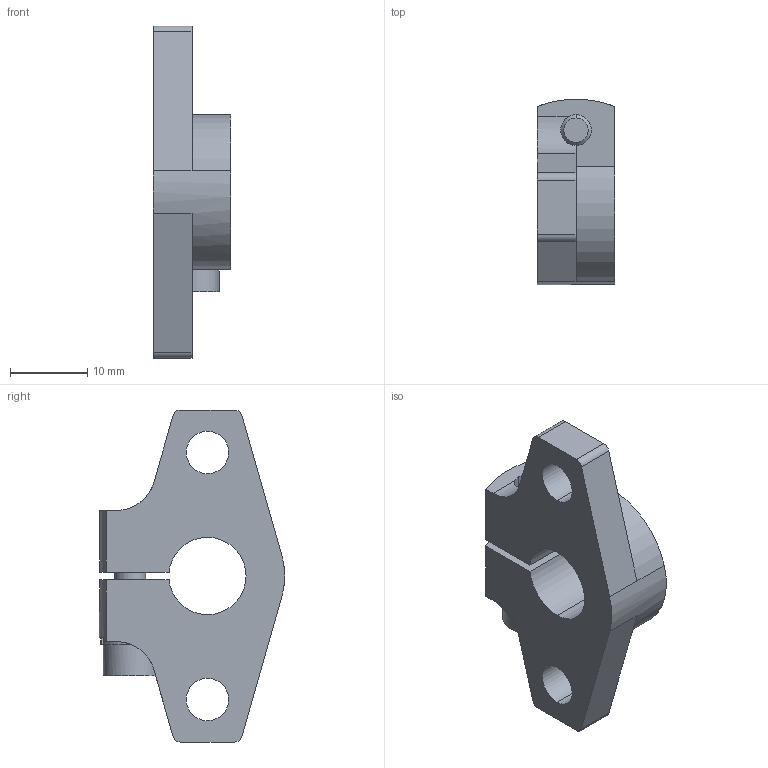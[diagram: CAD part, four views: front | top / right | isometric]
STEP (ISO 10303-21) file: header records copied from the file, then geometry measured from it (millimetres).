
FILE_DESCRIPTION( ( '' ), '1' );
FILE_NAME( '64640510.stp', '2021-11-30T08:18:37', ( '' ), ( '' ), ' ', ' ', ' ' );
FILE_SCHEMA( ( 'CONFIG_CONTROL_DESIGN' ) );
Length unit declared in the file: millimetre
Products named in the file (2): 1; 2
Bounding box: 10 x 24 x 43 mm (x, y, z)
Volume: 4543.5 mm3; surface area: 3314.3 mm2
Topology: 2 solids, 2 shells, 64 faces, 171 edges, 112 vertices
Faces by surface type: plane 32, cylinder 30, cone 2
Entity records: 2153 total; most frequent: CARTESIAN_POINT 387, DIRECTION 369, ORIENTED_EDGE 342, EDGE_CURVE 171, AXIS2_PLACEMENT_3D 134, VERTEX_POINT 112, LINE 101, VECTOR 101
